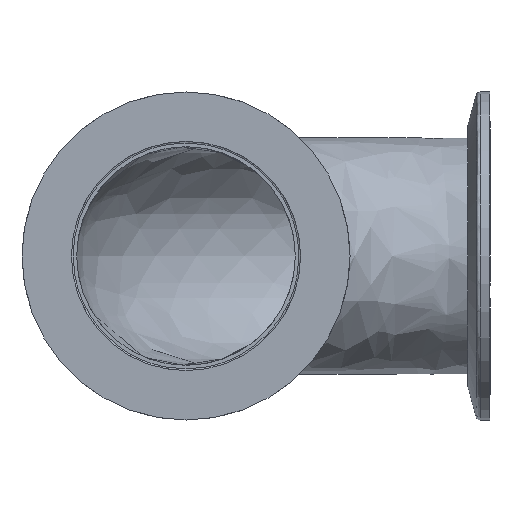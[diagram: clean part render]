
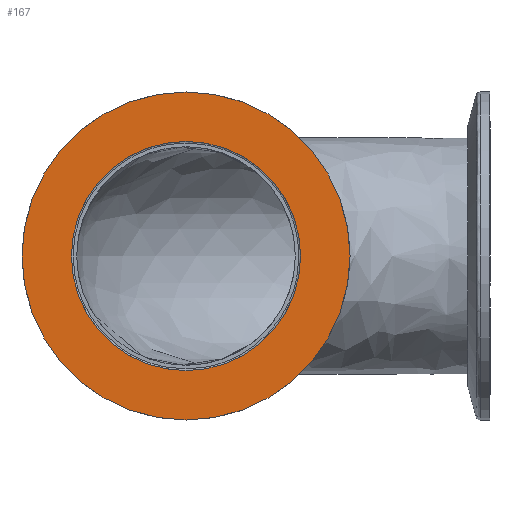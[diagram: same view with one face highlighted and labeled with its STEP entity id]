
A CAD part, front view. The second image highlights one B-rep face of the part: STEP entity #167.
In plain terms, the highlighted face is planar.
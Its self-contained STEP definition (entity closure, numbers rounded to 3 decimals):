
#45 = CIRCLE ( 'NONE', #572, 37.5 ) ;
#91 = CARTESIAN_POINT ( 'NONE',  ( 0., 37.5, 0. ) ) ;
#133 = EDGE_LOOP ( 'NONE', ( #776 ) ) ;
#167 = ADVANCED_FACE ( 'NONE', ( #1030, #1338 ), #393, .T. ) ;
#236 = CARTESIAN_POINT ( 'NONE',  ( 0., 0., 0. ) ) ;
#241 = DIRECTION ( 'NONE',  ( 0., 1., 0. ) ) ;
#259 = ORIENTED_EDGE ( 'NONE', *, *, #1690, .T. ) ;
#316 = VERTEX_POINT ( 'NONE', #91 ) ;
#393 = PLANE ( 'NONE',  #689 ) ;
#406 = DIRECTION ( 'NONE',  ( 0., -1., 0. ) ) ;
#572 = AXIS2_PLACEMENT_3D ( 'NONE', #236, #1164, #241 ) ;
#630 = CIRCLE ( 'NONE', #1656, 26.2 ) ;
#647 = CARTESIAN_POINT ( 'NONE',  ( 0., 37.5, 0. ) ) ;
#689 = AXIS2_PLACEMENT_3D ( 'NONE', #647, #924, #406 ) ;
#776 = ORIENTED_EDGE ( 'NONE', *, *, #1140, .T. ) ;
#924 = DIRECTION ( 'NONE',  ( -1., 0., 0. ) ) ;
#961 = VERTEX_POINT ( 'NONE', #1686 ) ;
#970 = EDGE_LOOP ( 'NONE', ( #259 ) ) ;
#1030 = FACE_BOUND ( 'NONE', #133, .T. ) ;
#1085 = DIRECTION ( 'NONE',  ( 1., 0., 0. ) ) ;
#1102 = DIRECTION ( 'NONE',  ( 0., 1., 0. ) ) ;
#1140 = EDGE_CURVE ( 'NONE', #961, #961, #630, .T. ) ;
#1164 = DIRECTION ( 'NONE',  ( -1., 0., 0. ) ) ;
#1338 = FACE_OUTER_BOUND ( 'NONE', #970, .T. ) ;
#1493 = CARTESIAN_POINT ( 'NONE',  ( 0., 0., 0. ) ) ;
#1656 = AXIS2_PLACEMENT_3D ( 'NONE', #1493, #1085, #1102 ) ;
#1686 = CARTESIAN_POINT ( 'NONE',  ( 0., 26.2, 0. ) ) ;
#1690 = EDGE_CURVE ( 'NONE', #316, #316, #45, .T. ) ;
